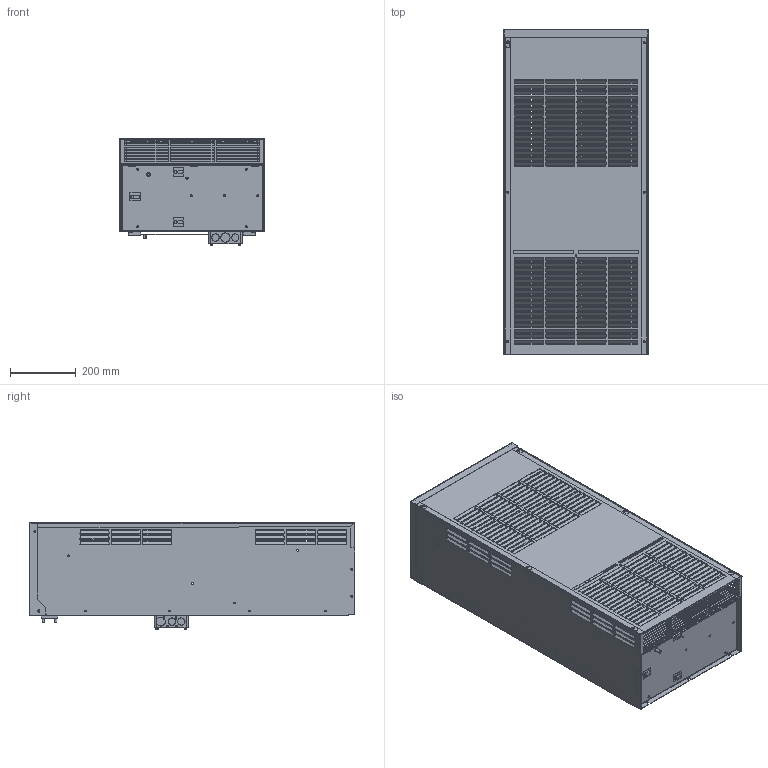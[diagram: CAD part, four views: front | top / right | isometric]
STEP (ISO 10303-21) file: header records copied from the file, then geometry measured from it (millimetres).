
FILE_DESCRIPTION((''),'2;1');
FILE_NAME('STEP-K3NA4C5DP38L.stp', '2013-04-01T15:29:08',('User'),('SDRC'),'I-DEAS Master Series','UNIX','Yes');
FILE_SCHEMA(('CONFIG_CONTROL_DESIGN', 'GEOMETRIC_VALIDATION_PROPERTIES_MIM','SHAPE_APPEARANCE_LAYER_MIM'));
Length unit declared in the file: inch
Bounding box: 439.11 x 990.52 x 328.21 mm (x, y, z)
Volume: 2499984.3 mm3; surface area: 4229326.8 mm2
Topology: 55 solids, 55 shells, 2841 faces, 7981 edges, 5309 vertices
Faces by surface type: bspline 2841
Entity records: 95508 total; most frequent: CARTESIAN_POINT 39827, ORIENTED_EDGE 15962, EDGE_CURVE 7981, OVER_RIDING_STYLED_ITEM 6739, VERTEX_POINT 5309, EDGE_LOOP 3738, B_SPLINE_CURVE_WITH_KNOTS 3671, QUASI_UNIFORM_CURVE 3086
